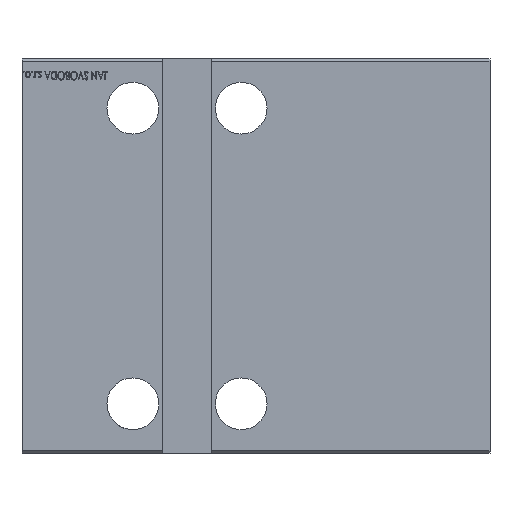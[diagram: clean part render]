
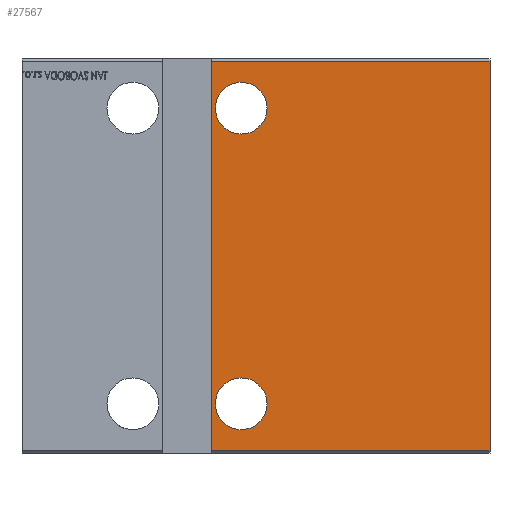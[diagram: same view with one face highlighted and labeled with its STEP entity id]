
A CAD part, front view. The second image highlights one B-rep face of the part: STEP entity #27567.
In plain terms, the highlighted planar face has unit normal (0, -1, 0).
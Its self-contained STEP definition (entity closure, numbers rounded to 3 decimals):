
#80 = CARTESIAN_POINT ( 'NONE',  ( 89., -60., -70.5 ) ) ;
#752 = DIRECTION ( 'NONE',  ( 0., 0., 1. ) ) ;
#845 = CARTESIAN_POINT ( 'NONE',  ( 190., -60., -79. ) ) ;
#948 = VERTEX_POINT ( 'NONE', #80 ) ;
#1181 = EDGE_LOOP ( 'NONE', ( #42119, #20106 ) ) ;
#1363 = DIRECTION ( 'NONE',  ( 0., 0., 1. ) ) ;
#1688 = CARTESIAN_POINT ( 'NONE',  ( 190., -60., -79. ) ) ;
#1758 = CARTESIAN_POINT ( 'NONE',  ( 190., -60., 79. ) ) ;
#2246 = AXIS2_PLACEMENT_3D ( 'NONE', #36199, #29565, #30192 ) ;
#3465 = EDGE_CURVE ( 'NONE', #10966, #16755, #40238, .T. ) ;
#3881 = DIRECTION ( 'NONE',  ( 0., 1., 0. ) ) ;
#4522 = FACE_BOUND ( 'NONE', #16170, .T. ) ;
#4983 = CARTESIAN_POINT ( 'NONE',  ( 89., -60., -60. ) ) ;
#5798 = ORIENTED_EDGE ( 'NONE', *, *, #37421, .T. ) ;
#6541 = EDGE_CURVE ( 'NONE', #16755, #13564, #33262, .T. ) ;
#7252 = DIRECTION ( 'NONE',  ( 0., 0., 1. ) ) ;
#7400 = CARTESIAN_POINT ( 'NONE',  ( 190., -60., 79. ) ) ;
#7567 = LINE ( 'NONE', #11202, #7907 ) ;
#7907 = VECTOR ( 'NONE', #752, 1000. ) ;
#8584 = VERTEX_POINT ( 'NONE', #29752 ) ;
#8681 = EDGE_CURVE ( 'NONE', #13564, #8584, #7567, .T. ) ;
#9977 = LINE ( 'NONE', #7400, #30020 ) ;
#10645 = DIRECTION ( 'NONE',  ( -1., 0., 0. ) ) ;
#10966 = VERTEX_POINT ( 'NONE', #35322 ) ;
#11202 = CARTESIAN_POINT ( 'NONE',  ( 77., -60., 80. ) ) ;
#11427 = ORIENTED_EDGE ( 'NONE', *, *, #12662, .T. ) ;
#11715 = AXIS2_PLACEMENT_3D ( 'NONE', #1758, #41010, #11779 ) ;
#11779 = DIRECTION ( 'NONE',  ( 0., 0., 1. ) ) ;
#12462 = AXIS2_PLACEMENT_3D ( 'NONE', #4983, #23961, #1363 ) ;
#12662 = EDGE_CURVE ( 'NONE', #12893, #948, #25054, .T. ) ;
#12766 = CARTESIAN_POINT ( 'NONE',  ( 89., -60., -49.5 ) ) ;
#12893 = VERTEX_POINT ( 'NONE', #12766 ) ;
#13564 = VERTEX_POINT ( 'NONE', #26296 ) ;
#13690 = VERTEX_POINT ( 'NONE', #40578 ) ;
#13797 = EDGE_CURVE ( 'NONE', #17142, #13690, #38710, .T. ) ;
#14843 = AXIS2_PLACEMENT_3D ( 'NONE', #22010, #35027, #7252 ) ;
#16170 = EDGE_LOOP ( 'NONE', ( #5798, #11427 ) ) ;
#16755 = VERTEX_POINT ( 'NONE', #845 ) ;
#16880 = DIRECTION ( 'NONE',  ( 0., 0., 1. ) ) ;
#17142 = VERTEX_POINT ( 'NONE', #41112 ) ;
#17406 = DIRECTION ( 'NONE',  ( -1., 0., 0. ) ) ;
#17525 = FACE_OUTER_BOUND ( 'NONE', #39757, .T. ) ;
#19842 = ORIENTED_EDGE ( 'NONE', *, *, #25977, .T. ) ;
#20106 = ORIENTED_EDGE ( 'NONE', *, *, #13797, .F. ) ;
#21566 = VECTOR ( 'NONE', #10645, 1000. ) ;
#21651 = AXIS2_PLACEMENT_3D ( 'NONE', #36535, #3881, #16880 ) ;
#22010 = CARTESIAN_POINT ( 'NONE',  ( 89., -60., 60. ) ) ;
#23961 = DIRECTION ( 'NONE',  ( 0., 1., 0. ) ) ;
#24020 = CARTESIAN_POINT ( 'NONE',  ( 190., -60., 79. ) ) ;
#24111 = ORIENTED_EDGE ( 'NONE', *, *, #8681, .F. ) ;
#25054 = CIRCLE ( 'NONE', #21651, 10.5 ) ;
#25977 = EDGE_CURVE ( 'NONE', #10966, #8584, #9977, .T. ) ;
#26296 = CARTESIAN_POINT ( 'NONE',  ( 77., -60., -79. ) ) ;
#26934 = VECTOR ( 'NONE', #37055, 1000. ) ;
#27567 = ADVANCED_FACE ( 'NONE', ( #4522, #17525, #37395 ), #30973, .F. ) ;
#28779 = CIRCLE ( 'NONE', #2246, 10.5 ) ;
#29565 = DIRECTION ( 'NONE',  ( 0., -1., 0. ) ) ;
#29752 = CARTESIAN_POINT ( 'NONE',  ( 77., -60., 79. ) ) ;
#29974 = ORIENTED_EDGE ( 'NONE', *, *, #3465, .F. ) ;
#30020 = VECTOR ( 'NONE', #17406, 1000. ) ;
#30192 = DIRECTION ( 'NONE',  ( 0., 0., 1. ) ) ;
#30806 = EDGE_CURVE ( 'NONE', #13690, #17142, #28779, .T. ) ;
#30973 = PLANE ( 'NONE',  #11715 ) ;
#32140 = ORIENTED_EDGE ( 'NONE', *, *, #6541, .F. ) ;
#33262 = LINE ( 'NONE', #1688, #21566 ) ;
#35027 = DIRECTION ( 'NONE',  ( 0., -1., 0. ) ) ;
#35322 = CARTESIAN_POINT ( 'NONE',  ( 190., -60., 79. ) ) ;
#36199 = CARTESIAN_POINT ( 'NONE',  ( 89., -60., 60. ) ) ;
#36535 = CARTESIAN_POINT ( 'NONE',  ( 89., -60., -60. ) ) ;
#37018 = CIRCLE ( 'NONE', #12462, 10.5 ) ;
#37055 = DIRECTION ( 'NONE',  ( 0., 0., -1. ) ) ;
#37395 = FACE_BOUND ( 'NONE', #1181, .T. ) ;
#37421 = EDGE_CURVE ( 'NONE', #948, #12893, #37018, .T. ) ;
#38710 = CIRCLE ( 'NONE', #14843, 10.5 ) ;
#39757 = EDGE_LOOP ( 'NONE', ( #19842, #24111, #32140, #29974 ) ) ;
#40238 = LINE ( 'NONE', #24020, #26934 ) ;
#40578 = CARTESIAN_POINT ( 'NONE',  ( 89., -60., 49.5 ) ) ;
#41010 = DIRECTION ( 'NONE',  ( 0., 1., 0. ) ) ;
#41112 = CARTESIAN_POINT ( 'NONE',  ( 89., -60., 70.5 ) ) ;
#42119 = ORIENTED_EDGE ( 'NONE', *, *, #30806, .F. ) ;
